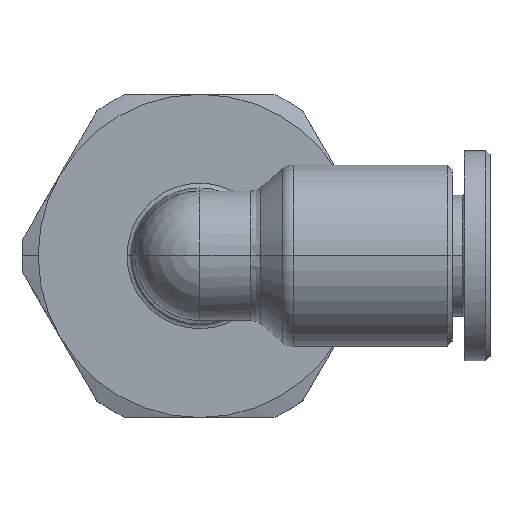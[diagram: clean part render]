
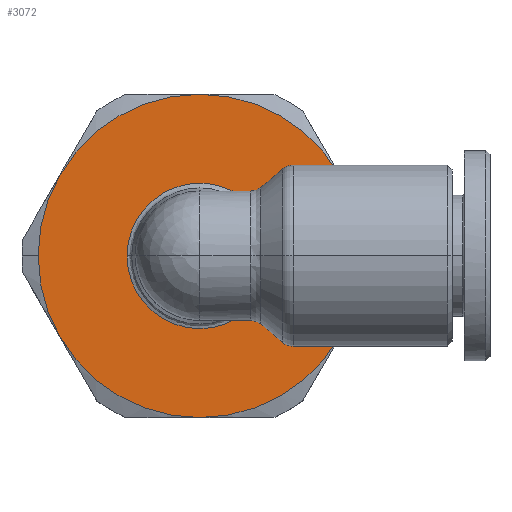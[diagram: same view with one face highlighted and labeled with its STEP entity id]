
A CAD part, top view. The second image highlights one B-rep face of the part: STEP entity #3072.
In plain terms, the highlighted planar face has unit normal (0, 0, 1).
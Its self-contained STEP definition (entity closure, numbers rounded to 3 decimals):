
#1690=CARTESIAN_POINT('',(-0.999,0.,-9.6));
#1691=VERTEX_POINT('',#1690);
#1700=CARTESIAN_POINT('',(-10.001,0.,-9.6));
#1701=VERTEX_POINT('',#1700);
#1709=CARTESIAN_POINT('',(-5.5,0.,-9.6));
#1710=DIRECTION('',(0.0,0.0,1.0));
#1711=DIRECTION('',(-1.0,0.0,0.0));
#1712=AXIS2_PLACEMENT_3D('',#1709,#1710,#1711);
#1713=CIRCLE('',#1712,4.501);
#1714=EDGE_CURVE('',#1701,#1691,#1713,.T.);
#1979=CARTESIAN_POINT('',(4.5,0.,-9.6));
#1980=VERTEX_POINT('',#1979);
#1996=CARTESIAN_POINT('',(3.16,5.,-9.6));
#1997=VERTEX_POINT('',#1996);
#2011=CARTESIAN_POINT('',(-5.5,0.,-9.6));
#2012=DIRECTION('',(0.0,0.0,1.0));
#2013=DIRECTION('',(1.0,0.0,0.0));
#2014=AXIS2_PLACEMENT_3D('',#2011,#2012,#2013);
#2015=CIRCLE('',#2014,10.);
#2016=EDGE_CURVE('',#1980,#1997,#2015,.T.);
#2026=CARTESIAN_POINT('',(-15.5,0.,-9.6));
#2027=VERTEX_POINT('',#2026);
#2036=CARTESIAN_POINT('',(-14.16,5.,-9.6));
#2037=VERTEX_POINT('',#2036);
#2038=CARTESIAN_POINT('',(-5.5,0.,-9.6));
#2039=DIRECTION('',(0.0,0.0,1.0));
#2040=DIRECTION('',(1.0,0.0,0.0));
#2041=AXIS2_PLACEMENT_3D('',#2038,#2039,#2040);
#2042=CIRCLE('',#2041,10.);
#2043=EDGE_CURVE('',#2037,#2027,#2042,.T.);
#2354=CARTESIAN_POINT('',(-5.5,10.,-9.6));
#2355=VERTEX_POINT('',#2354);
#2369=CARTESIAN_POINT('',(-5.5,0.,-9.6));
#2370=DIRECTION('',(0.0,0.0,1.0));
#2371=DIRECTION('',(1.0,0.0,0.0));
#2372=AXIS2_PLACEMENT_3D('',#2369,#2370,#2371);
#2373=CIRCLE('',#2372,10.);
#2374=EDGE_CURVE('',#1997,#2355,#2373,.T.);
#2471=CARTESIAN_POINT('',(-5.5,0.,-9.6));
#2472=DIRECTION('',(0.0,0.0,1.0));
#2473=DIRECTION('',(1.0,0.0,0.0));
#2474=AXIS2_PLACEMENT_3D('',#2471,#2472,#2473);
#2475=CIRCLE('',#2474,10.);
#2476=EDGE_CURVE('',#2355,#2037,#2475,.T.);
#2489=CARTESIAN_POINT('',(-14.16,-5.,-9.6));
#2490=VERTEX_POINT('',#2489);
#2504=CARTESIAN_POINT('',(-5.5,0.,-9.6));
#2505=DIRECTION('',(0.0,0.0,1.0));
#2506=DIRECTION('',(1.0,0.0,0.0));
#2507=AXIS2_PLACEMENT_3D('',#2504,#2505,#2506);
#2508=CIRCLE('',#2507,10.);
#2509=EDGE_CURVE('',#2027,#2490,#2508,.T.);
#2554=CARTESIAN_POINT('',(-5.5,-10.,-9.6));
#2555=VERTEX_POINT('',#2554);
#2569=CARTESIAN_POINT('',(-5.5,0.,-9.6));
#2570=DIRECTION('',(0.0,0.0,1.0));
#2571=DIRECTION('',(1.0,0.0,0.0));
#2572=AXIS2_PLACEMENT_3D('',#2569,#2570,#2571);
#2573=CIRCLE('',#2572,10.);
#2574=EDGE_CURVE('',#2490,#2555,#2573,.T.);
#2646=CARTESIAN_POINT('',(3.16,-5.,-9.6));
#2647=VERTEX_POINT('',#2646);
#2661=CARTESIAN_POINT('',(-5.5,0.,-9.6));
#2662=DIRECTION('',(0.0,0.0,1.0));
#2663=DIRECTION('',(1.0,0.0,0.0));
#2664=AXIS2_PLACEMENT_3D('',#2661,#2662,#2663);
#2665=CIRCLE('',#2664,10.);
#2666=EDGE_CURVE('',#2555,#2647,#2665,.T.);
#2798=CARTESIAN_POINT('',(-5.5,0.,-9.6));
#2799=DIRECTION('',(0.0,0.0,1.0));
#2800=DIRECTION('',(1.0,0.0,0.0));
#2801=AXIS2_PLACEMENT_3D('',#2798,#2799,#2800);
#2802=CIRCLE('',#2801,10.);
#2803=EDGE_CURVE('',#2647,#1980,#2802,.T.);
#3017=CARTESIAN_POINT('',(-5.5,0.,-9.6));
#3018=DIRECTION('',(0.0,0.0,1.0));
#3019=DIRECTION('',(-1.0,0.0,0.0));
#3020=AXIS2_PLACEMENT_3D('',#3017,#3018,#3019);
#3021=CIRCLE('',#3020,4.501);
#3022=EDGE_CURVE('',#1691,#1701,#3021,.T.);
#3053=CARTESIAN_POINT('',(-5.5,0.,-9.6));
#3054=DIRECTION('',(0.0,0.0,-1.0));
#3055=DIRECTION('',(-1.0,0.0,0.0));
#3056=AXIS2_PLACEMENT_3D('',#3053,#3054,#3055);
#3057=PLANE('',#3056);
#3058=ORIENTED_EDGE('',*,*,#2043,.T.);
#3059=ORIENTED_EDGE('',*,*,#2509,.T.);
#3060=ORIENTED_EDGE('',*,*,#2574,.T.);
#3061=ORIENTED_EDGE('',*,*,#2666,.T.);
#3062=ORIENTED_EDGE('',*,*,#2803,.T.);
#3063=ORIENTED_EDGE('',*,*,#2016,.T.);
#3064=ORIENTED_EDGE('',*,*,#2374,.T.);
#3065=ORIENTED_EDGE('',*,*,#2476,.T.);
#3066=EDGE_LOOP('',(#3058,#3059,#3060,#3061,#3062,#3063,#3064,#3065));
#3067=FACE_OUTER_BOUND('',#3066,.T.);
#3068=ORIENTED_EDGE('',*,*,#3022,.F.);
#3069=ORIENTED_EDGE('',*,*,#1714,.F.);
#3070=EDGE_LOOP('',(#3068,#3069));
#3071=FACE_BOUND('',#3070,.T.);
#3072=ADVANCED_FACE('',(#3067,#3071),#3057,.F.);
